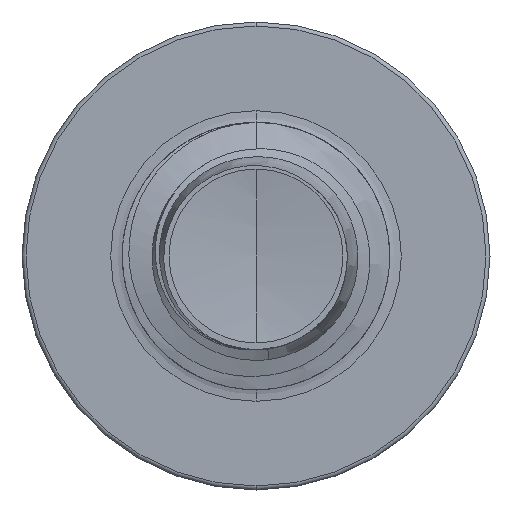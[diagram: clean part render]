
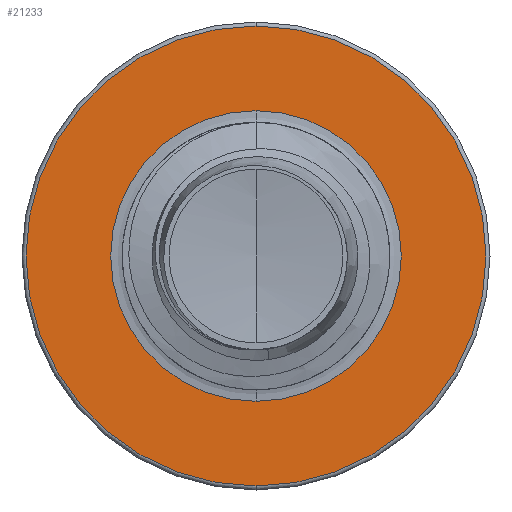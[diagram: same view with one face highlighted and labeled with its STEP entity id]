
A CAD part, front view. The second image highlights one B-rep face of the part: STEP entity #21233.
In plain terms, the highlighted planar face has unit normal (0, -1, 0).
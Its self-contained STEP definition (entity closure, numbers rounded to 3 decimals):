
#1160 = AXIS2_PLACEMENT_3D ( 'NONE', #7428, #19868, #9454 ) ;
#1441 = DIRECTION ( 'NONE',  ( 0., 0., 1. ) ) ;
#1980 = CIRCLE ( 'NONE', #21158, 2.174 ) ;
#2914 = EDGE_LOOP ( 'NONE', ( #11806, #4072 ) ) ;
#3052 = CARTESIAN_POINT ( 'NONE',  ( 0., 12.5, 0. ) ) ;
#3276 = PLANE ( 'NONE',  #15870 ) ;
#3810 = CARTESIAN_POINT ( 'NONE',  ( 0., 12.5, 3.44 ) ) ;
#4072 = ORIENTED_EDGE ( 'NONE', *, *, #6940, .F. ) ;
#4090 = ORIENTED_EDGE ( 'NONE', *, *, #7463, .T. ) ;
#5123 = DIRECTION ( 'NONE',  ( 0., 0., 1. ) ) ;
#6179 = AXIS2_PLACEMENT_3D ( 'NONE', #3052, #16288, #5123 ) ;
#6940 = EDGE_CURVE ( 'NONE', #12428, #17291, #22468, .T. ) ;
#7075 = DIRECTION ( 'NONE',  ( 0., 1., 0. ) ) ;
#7428 = CARTESIAN_POINT ( 'NONE',  ( 0., 12.5, 0. ) ) ;
#7463 = EDGE_CURVE ( 'NONE', #18201, #13432, #11966, .T. ) ;
#8103 = EDGE_LOOP ( 'NONE', ( #22061, #4090 ) ) ;
#9454 = DIRECTION ( 'NONE',  ( 0., 0., 1. ) ) ;
#10309 = EDGE_CURVE ( 'NONE', #17291, #12428, #17379, .T. ) ;
#10887 = DIRECTION ( 'NONE',  ( 0., 1., 0. ) ) ;
#11511 = CARTESIAN_POINT ( 'NONE',  ( 0., 12.5, 2.174 ) ) ;
#11806 = ORIENTED_EDGE ( 'NONE', *, *, #10309, .F. ) ;
#11966 = CIRCLE ( 'NONE', #1160, 2.174 ) ;
#12428 = VERTEX_POINT ( 'NONE', #15772 ) ;
#12766 = EDGE_CURVE ( 'NONE', #13432, #18201, #1980, .T. ) ;
#13173 = CARTESIAN_POINT ( 'NONE',  ( 0., 12.5, -2.174 ) ) ;
#13432 = VERTEX_POINT ( 'NONE', #11511 ) ;
#13540 = FACE_OUTER_BOUND ( 'NONE', #2914, .T. ) ;
#14753 = DIRECTION ( 'NONE',  ( 0., 1., 0. ) ) ;
#15772 = CARTESIAN_POINT ( 'NONE',  ( 0., 12.5, -3.44 ) ) ;
#15870 = AXIS2_PLACEMENT_3D ( 'NONE', #23266, #14753, #1441 ) ;
#16288 = DIRECTION ( 'NONE',  ( 0., 1., 0. ) ) ;
#17000 = AXIS2_PLACEMENT_3D ( 'NONE', #20982, #10887, #22717 ) ;
#17291 = VERTEX_POINT ( 'NONE', #3810 ) ;
#17379 = CIRCLE ( 'NONE', #6179, 3.44 ) ;
#17965 = CARTESIAN_POINT ( 'NONE',  ( 0., 12.5, 0. ) ) ;
#18099 = FACE_BOUND ( 'NONE', #8103, .T. ) ;
#18201 = VERTEX_POINT ( 'NONE', #13173 ) ;
#19596 = DIRECTION ( 'NONE',  ( 0., 0., 1. ) ) ;
#19868 = DIRECTION ( 'NONE',  ( 0., 1., 0. ) ) ;
#20982 = CARTESIAN_POINT ( 'NONE',  ( 0., 12.5, 0. ) ) ;
#21158 = AXIS2_PLACEMENT_3D ( 'NONE', #17965, #7075, #19596 ) ;
#21233 = ADVANCED_FACE ( 'NONE', ( #13540, #18099 ), #3276, .F. ) ;
#22061 = ORIENTED_EDGE ( 'NONE', *, *, #12766, .T. ) ;
#22468 = CIRCLE ( 'NONE', #17000, 3.44 ) ;
#22717 = DIRECTION ( 'NONE',  ( 0., 0., 1. ) ) ;
#23266 = CARTESIAN_POINT ( 'NONE',  ( 0., 12.5, -2.174 ) ) ;
